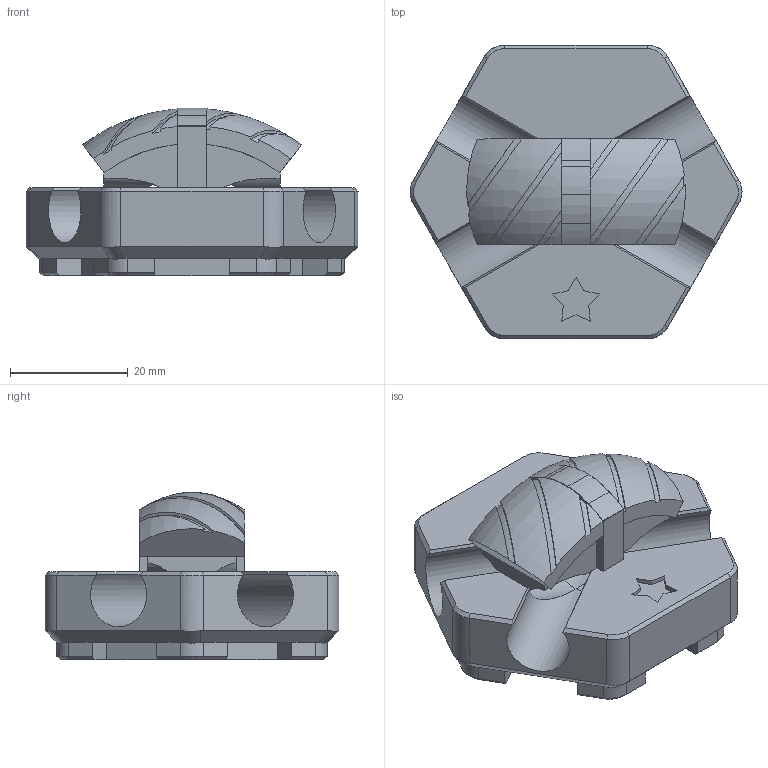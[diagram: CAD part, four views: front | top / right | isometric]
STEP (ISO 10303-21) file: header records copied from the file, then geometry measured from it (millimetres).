
FILE_DESCRIPTION(/* description */ (''),/* implementation_level */ '2;1');
FILE_NAME(/* name */ 'Sushi - Nigiri B.step',/* time_stamp */ '2025-05-08T08:31:41-07:00',/* author */ (''),/* organization */ (''),/* preprocessor_version */ 'ST-DEVELOPER v20.1',/* originating_system */ 'Autodesk Translation Framework v14.4.0.0',/* authorisation */ '');
FILE_SCHEMA (('AUTOMOTIVE_DESIGN { 1 0 10303 214 3 1 1 }'));
Length unit declared in the file: millimetre
Products named in the file (3): Nigiri; Component2; Component3
Assembly tree (2 placements, depth 2):
  Nigiri
    Component2
    Component3
Bounding box: 56.5 x 50 x 28.5 mm (x, y, z)
Volume: 27673.4 mm3; surface area: 11327.7 mm2
Topology: 4 solids, 4 shells, 198 faces, 531 edges, 342 vertices
Faces by surface type: plane 132, cylinder 31, torus 14, cone 12, bspline 9
Entity records: 6716 total; most frequent: CARTESIAN_POINT 1684, ORIENTED_EDGE 1062, DIRECTION 991, EDGE_CURVE 531, LINE 349, VECTOR 349, VERTEX_POINT 342, AXIS2_PLACEMENT_3D 321
